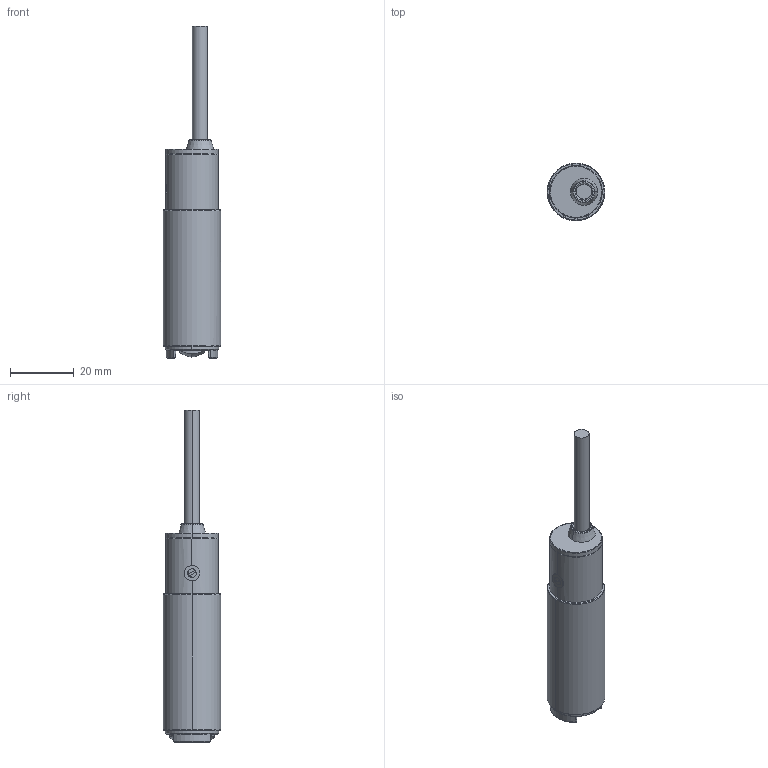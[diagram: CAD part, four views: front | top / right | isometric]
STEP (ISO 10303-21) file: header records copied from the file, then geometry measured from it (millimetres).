
FILE_DESCRIPTION (( 'STEP AP214' ), '1' );
FILE_NAME ('FARS-0P-0A.step', '2018-04-12T20:02:42', ( '' ), ( '' ), 'SwSTEP 2.0', 'SolidWorks 2017', '' );
FILE_SCHEMA (( 'AUTOMOTIVE_DESIGN' ));
Length unit declared in the file: inch
Products named in the file (1): FARS-0P-0A
Bounding box: 18 x 18 x 103.8 mm (x, y, z)
Volume: 16150.9 mm3; surface area: 5796.9 mm2
Topology: 6 solids, 6 shells, 108 faces, 247 edges, 155 vertices
Faces by surface type: plane 36, cylinder 33, cone 19, bspline 12, torus 8
Entity records: 4985 total; most frequent: CARTESIAN_POINT 1086, DIRECTION 501, ORIENTED_EDGE 494, EDGE_CURVE 247, AXIS2_PLACEMENT_3D 199, VERTEX_POINT 155, DIMENSIONAL_EXPONENTS 116, LENGTH_MEASURE_WITH_UNIT 116
